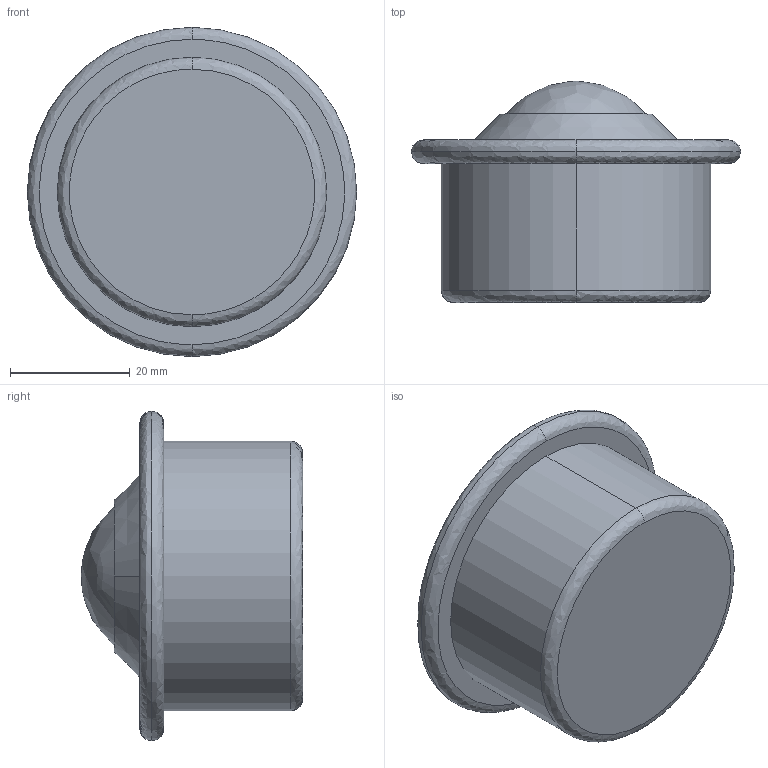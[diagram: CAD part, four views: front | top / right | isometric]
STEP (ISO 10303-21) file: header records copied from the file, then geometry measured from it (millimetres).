
FILE_DESCRIPTION (( 'STEP AP214' ), '1' );
FILE_NAME ('0017502.step', '2022-07-05T09:19:09', ( '' ), ( '' ), 'SwSTEP 2.0', 'SolidWorks 2020', '' );
FILE_SCHEMA (( 'AUTOMOTIVE_DESIGN' ));
Length unit declared in the file: millimetre
Products named in the file (1): 0017502
Bounding box: 55 x 37 x 55 mm (x, y, z)
Volume: 50246.6 mm3; surface area: 8560.2 mm2
Topology: 1 solids, 1 shells, 15 faces, 28 edges, 18 vertices
Faces by surface type: bspline 7, plane 4, cylinder 2, cone 2
Entity records: 795 total; most frequent: CARTESIAN_POINT 489, ORIENTED_EDGE 56, DIRECTION 54, EDGE_CURVE 28, AXIS2_PLACEMENT_3D 25, EDGE_LOOP 18, VERTEX_POINT 18, CIRCLE 16
